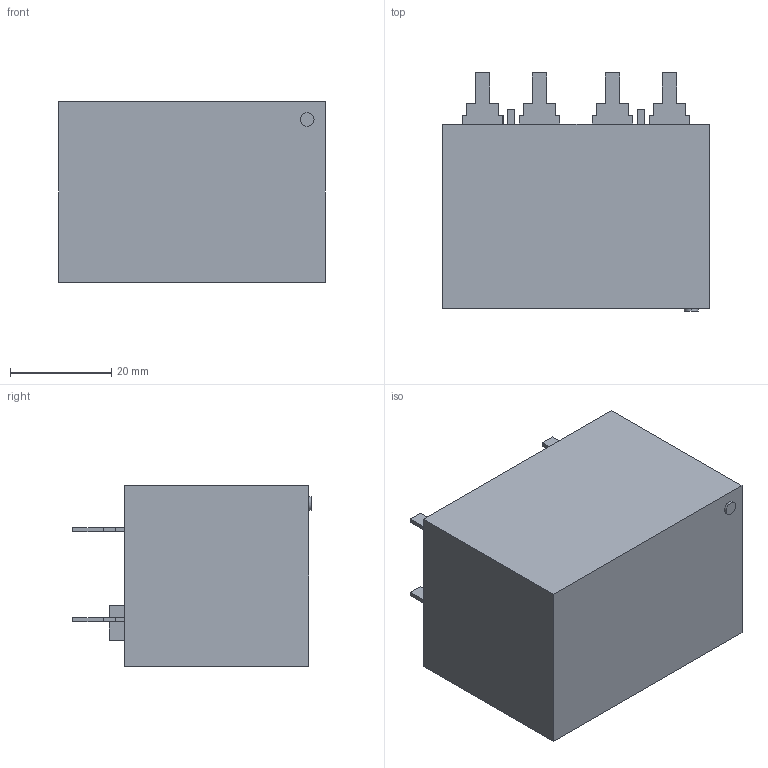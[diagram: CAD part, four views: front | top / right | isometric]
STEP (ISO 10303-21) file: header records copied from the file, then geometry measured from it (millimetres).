
FILE_DESCRIPTION (( 'STEP AP214' ), '1' );
FILE_NAME ('G7L_2A_X_SI.step', '2023-03-10T04:37:57', ( 'OSMC1.0 ' ), ( ' ' ), 'SwSTEP 2.0', 'SolidWorks 2002025', '' );
FILE_SCHEMA (( 'AUTOMOTIVE_DESIGN' ));
Length unit declared in the file: millimetre
Products named in the file (1): G7L_2A_X_SI
Bounding box: 52.5 x 47 x 35.5 mm (x, y, z)
Volume: 67497.6 mm3; surface area: 11160.6 mm2
Topology: 1 solids, 1 shells, 124 faces, 342 edges, 228 vertices
Faces by surface type: plane 122, cylinder 2
Entity records: 4399 total; most frequent: CARTESIAN_POINT 695, ORIENTED_EDGE 684, DIRECTION 596, EDGE_CURVE 342, LINE 338, VECTOR 338, VERTEX_POINT 228, EDGE_LOOP 132
